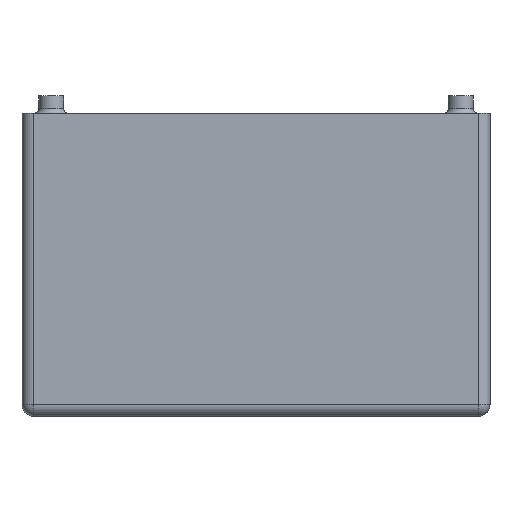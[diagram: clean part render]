
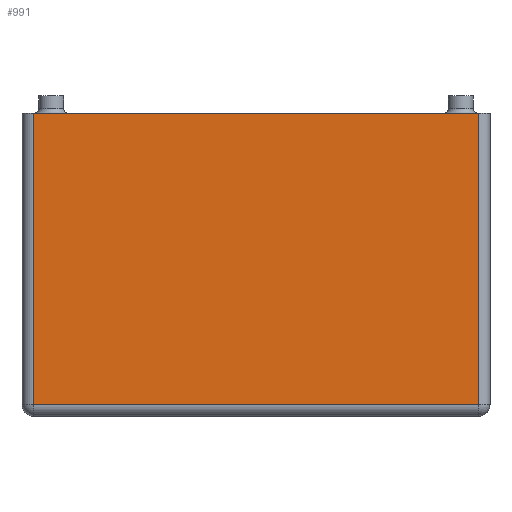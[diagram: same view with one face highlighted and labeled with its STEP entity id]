
A CAD part, front view. The second image highlights one B-rep face of the part: STEP entity #991.
In plain terms, the highlighted planar face has unit normal (0, -1, 0).
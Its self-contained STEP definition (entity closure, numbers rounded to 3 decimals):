
#37=PLANE('',#1114);
#106=FACE_OUTER_BOUND('',#173,.T.);
#173=EDGE_LOOP('',(#802,#803,#804,#805));
#241=LINE('',#1729,#301);
#244=LINE('',#1740,#304);
#246=LINE('',#1746,#306);
#253=LINE('',#1763,#313);
#301=VECTOR('',#1345,49.8);
#304=VECTOR('',#1358,76.);
#306=VECTOR('',#1364,49.8);
#313=VECTOR('',#1383,76.);
#466=VERTEX_POINT('',#1717);
#469=VERTEX_POINT('',#1727);
#472=VERTEX_POINT('',#1735);
#473=VERTEX_POINT('',#1742);
#585=EDGE_CURVE('',#469,#466,#241,.T.);
#591=EDGE_CURVE('',#466,#472,#244,.T.);
#594=EDGE_CURVE('',#472,#473,#246,.T.);
#603=EDGE_CURVE('',#473,#469,#253,.T.);
#802=ORIENTED_EDGE('',*,*,#594,.F.);
#803=ORIENTED_EDGE('',*,*,#591,.F.);
#804=ORIENTED_EDGE('',*,*,#585,.F.);
#805=ORIENTED_EDGE('',*,*,#603,.F.);
#991=ADVANCED_FACE('',(#106),#37,.T.);
#1114=AXIS2_PLACEMENT_3D('',#1762,#1381,#1382);
#1345=DIRECTION('',(0.,0.,-1.));
#1358=DIRECTION('',(-1.,0.,0.));
#1364=DIRECTION('',(0.,0.,1.));
#1381=DIRECTION('center_axis',(0.,-1.,0.));
#1382=DIRECTION('ref_axis',(1.,0.,0.));
#1383=DIRECTION('',(1.,0.,0.));
#1717=CARTESIAN_POINT('',(38.,-58.5,0.2));
#1727=CARTESIAN_POINT('',(38.,-58.5,50.));
#1729=CARTESIAN_POINT('',(38.,-58.5,0.));
#1735=CARTESIAN_POINT('',(-38.,-58.5,0.2));
#1740=CARTESIAN_POINT('',(-20.,-58.5,0.2));
#1742=CARTESIAN_POINT('',(-38.,-58.5,50.));
#1746=CARTESIAN_POINT('',(-38.,-58.5,0.));
#1762=CARTESIAN_POINT('Origin',(-40.,-58.5,0.));
#1763=CARTESIAN_POINT('',(40.,-58.5,50.));
